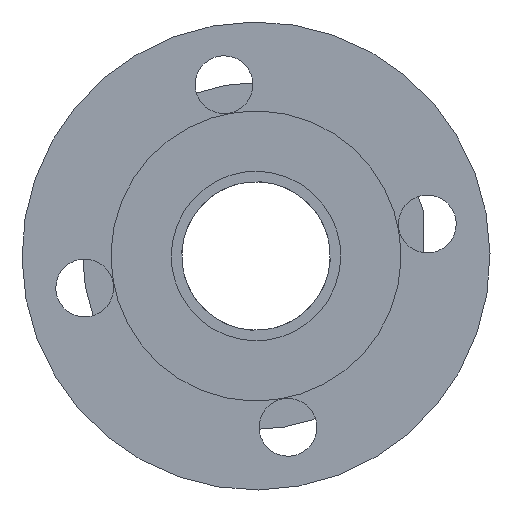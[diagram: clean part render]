
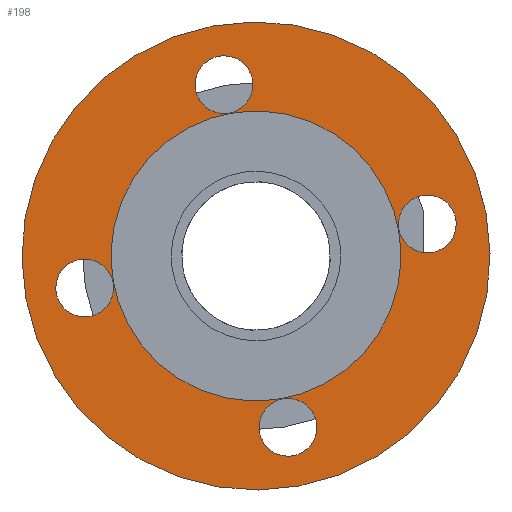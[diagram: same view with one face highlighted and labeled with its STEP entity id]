
A CAD part, left-side view. The second image highlights one B-rep face of the part: STEP entity #198.
In plain terms, the highlighted planar face has unit normal (-1, 0, 0).
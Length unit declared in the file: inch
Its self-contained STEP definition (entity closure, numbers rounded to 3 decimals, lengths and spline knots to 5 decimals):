
#59 = EDGE_LOOP ( 'NONE', ( #1105, #1505 ) ) ;
#67 = ORIENTED_EDGE ( 'NONE', *, *, #728, .T. ) ;
#110 = FACE_BOUND ( 'NONE', #1100, .T. ) ;
#116 = CARTESIAN_POINT ( 'NONE',  ( -3.04367, 0.43611, 2.33462 ) ) ;
#198 = ADVANCED_FACE ( 'NONE', ( #110, #1630, #882, #1260, #1564, #549 ), #1225, .T. ) ;
#208 = CARTESIAN_POINT ( 'NONE',  ( -3.04367, -0.43611, -2.33462 ) ) ;
#209 = CIRCLE ( 'NONE', #661, 0.3937 ) ;
#234 = CIRCLE ( 'NONE', #259, 0.3937 ) ;
#246 = AXIS2_PLACEMENT_3D ( 'NONE', #443, #562, #581 ) ;
#257 = DIRECTION ( 'NONE',  ( 1., 0., 0. ) ) ;
#259 = AXIS2_PLACEMENT_3D ( 'NONE', #431, #1282, #275 ) ;
#263 = DIRECTION ( 'NONE',  ( 0., -0.184, -0.983 ) ) ;
#264 = ORIENTED_EDGE ( 'NONE', *, *, #1121, .T. ) ;
#266 = ORIENTED_EDGE ( 'NONE', *, *, #355, .F. ) ;
#275 = DIRECTION ( 'NONE',  ( 0., -0.184, -0.983 ) ) ;
#281 = CARTESIAN_POINT ( 'NONE',  ( -3.04367, -2.40691, 0.0491 ) ) ;
#289 = DIRECTION ( 'NONE',  ( 0., -0.184, -0.983 ) ) ;
#327 = DIRECTION ( 'NONE',  ( 1., 0., 0. ) ) ;
#349 = CARTESIAN_POINT ( 'NONE',  ( -3.04367, -3.75795, -2.54215 ) ) ;
#355 = EDGE_CURVE ( 'NONE', #1262, #1593, #739, .T. ) ;
#360 = DIRECTION ( 'NONE',  ( 0., -0.184, -0.983 ) ) ;
#378 = VERTEX_POINT ( 'NONE', #1342 ) ;
#399 = CIRCLE ( 'NONE', #671, 1.53543 ) ;
#406 = ORIENTED_EDGE ( 'NONE', *, *, #1512, .F. ) ;
#407 = CARTESIAN_POINT ( 'NONE',  ( -3.04367, -0.58558, -3.13475 ) ) ;
#428 = VERTEX_POINT ( 'NONE', #483 ) ;
#431 = CARTESIAN_POINT ( 'NONE',  ( -3.04367, 2.33462, -0.43611 ) ) ;
#441 = CIRCLE ( 'NONE', #489, 3.18898 ) ;
#443 = CARTESIAN_POINT ( 'NONE',  ( -3.04367, -0.43611, -2.33462 ) ) ;
#460 = CARTESIAN_POINT ( 'NONE',  ( -3.04367, 0., 0. ) ) ;
#483 = CARTESIAN_POINT ( 'NONE',  ( -3.04367, 0.36382, 1.94761 ) ) ;
#489 = AXIS2_PLACEMENT_3D ( 'NONE', #1500, #669, #1616 ) ;
#501 = VERTEX_POINT ( 'NONE', #1058 ) ;
#516 = AXIS2_PLACEMENT_3D ( 'NONE', #589, #1771, #608 ) ;
#548 = DIRECTION ( 'NONE',  ( 0., -0.184, -0.983 ) ) ;
#549 = FACE_OUTER_BOUND ( 'NONE', #633, .T. ) ;
#557 = CARTESIAN_POINT ( 'NONE',  ( -3.04367, 2.33462, -0.43611 ) ) ;
#562 = DIRECTION ( 'NONE',  ( 1., 0., 0. ) ) ;
#564 = EDGE_CURVE ( 'NONE', #637, #1419, #1542, .T. ) ;
#581 = DIRECTION ( 'NONE',  ( 0., -0.184, -0.983 ) ) ;
#589 = CARTESIAN_POINT ( 'NONE',  ( -3.04367, 0., 0. ) ) ;
#608 = DIRECTION ( 'NONE',  ( 0., 0.184, 0.983 ) ) ;
#613 = DIRECTION ( 'NONE',  ( 1., 0., 0. ) ) ;
#629 = CIRCLE ( 'NONE', #516, 1.53543 ) ;
#633 = EDGE_LOOP ( 'NONE', ( #406, #266 ) ) ;
#637 = VERTEX_POINT ( 'NONE', #1086 ) ;
#661 = AXIS2_PLACEMENT_3D ( 'NONE', #116, #986, #548 ) ;
#669 = DIRECTION ( 'NONE',  ( 1., 0., 0. ) ) ;
#671 = AXIS2_PLACEMENT_3D ( 'NONE', #1151, #996, #1132 ) ;
#687 = ORIENTED_EDGE ( 'NONE', *, *, #1055, .T. ) ;
#697 = EDGE_LOOP ( 'NONE', ( #1137, #264 ) ) ;
#711 = AXIS2_PLACEMENT_3D ( 'NONE', #1172, #1161, #1179 ) ;
#728 = EDGE_CURVE ( 'NONE', #501, #1492, #234, .T. ) ;
#739 = CIRCLE ( 'NONE', #1761, 3.18898 ) ;
#749 = DIRECTION ( 'NONE',  ( 0., 0.184, 0.983 ) ) ;
#760 = CIRCLE ( 'NONE', #1005, 0.3937 ) ;
#785 = VERTEX_POINT ( 'NONE', #281 ) ;
#803 = CARTESIAN_POINT ( 'NONE',  ( -3.04367, 2.26232, -0.82312 ) ) ;
#804 = EDGE_CURVE ( 'NONE', #785, #1131, #760, .T. ) ;
#830 = AXIS2_PLACEMENT_3D ( 'NONE', #1191, #327, #1323 ) ;
#874 = AXIS2_PLACEMENT_3D ( 'NONE', #557, #257, #263 ) ;
#882 = FACE_BOUND ( 'NONE', #59, .T. ) ;
#898 = CARTESIAN_POINT ( 'NONE',  ( -3.04367, -0.36382, -1.94761 ) ) ;
#951 = ORIENTED_EDGE ( 'NONE', *, *, #1171, .T. ) ;
#969 = AXIS2_PLACEMENT_3D ( 'NONE', #208, #1222, #360 ) ;
#973 = ORIENTED_EDGE ( 'NONE', *, *, #804, .T. ) ;
#986 = DIRECTION ( 'NONE',  ( 1., 0., 0. ) ) ;
#996 = DIRECTION ( 'NONE',  ( 1., 0., 0. ) ) ;
#1005 = AXIS2_PLACEMENT_3D ( 'NONE', #1816, #1663, #289 ) ;
#1015 = EDGE_CURVE ( 'NONE', #1131, #785, #1556, .T. ) ;
#1051 = VERTEX_POINT ( 'NONE', #1808 ) ;
#1055 = EDGE_CURVE ( 'NONE', #1051, #1393, #399, .T. ) ;
#1058 = CARTESIAN_POINT ( 'NONE',  ( -3.04367, 2.40691, -0.0491 ) ) ;
#1068 = CIRCLE ( 'NONE', #830, 0.3937 ) ;
#1086 = CARTESIAN_POINT ( 'NONE',  ( -3.04367, -0.5084, -2.72162 ) ) ;
#1100 = EDGE_LOOP ( 'NONE', ( #687, #1249 ) ) ;
#1105 = ORIENTED_EDGE ( 'NONE', *, *, #1636, .T. ) ;
#1121 = EDGE_CURVE ( 'NONE', #1419, #637, #1772, .T. ) ;
#1131 = VERTEX_POINT ( 'NONE', #1792 ) ;
#1132 = DIRECTION ( 'NONE',  ( 0., 0.184, 0.983 ) ) ;
#1137 = ORIENTED_EDGE ( 'NONE', *, *, #564, .T. ) ;
#1138 = CARTESIAN_POINT ( 'NONE',  ( -3.04367, -0.28194, -1.50933 ) ) ;
#1151 = CARTESIAN_POINT ( 'NONE',  ( -3.04367, 0., 0. ) ) ;
#1161 = DIRECTION ( 'NONE',  ( 1., 0., 0. ) ) ;
#1171 = EDGE_CURVE ( 'NONE', #1492, #501, #1679, .T. ) ;
#1172 = CARTESIAN_POINT ( 'NONE',  ( -3.04367, -2.33462, 0.43611 ) ) ;
#1179 = DIRECTION ( 'NONE',  ( 0., -0.184, -0.983 ) ) ;
#1191 = CARTESIAN_POINT ( 'NONE',  ( -3.04367, 0.43611, 2.33462 ) ) ;
#1198 = EDGE_CURVE ( 'NONE', #378, #428, #209, .T. ) ;
#1199 = EDGE_LOOP ( 'NONE', ( #973, #1753 ) ) ;
#1205 = EDGE_LOOP ( 'NONE', ( #951, #67 ) ) ;
#1222 = DIRECTION ( 'NONE',  ( 1., 0., 0. ) ) ;
#1225 = PLANE ( 'NONE',  #1598 ) ;
#1249 = ORIENTED_EDGE ( 'NONE', *, *, #1431, .T. ) ;
#1260 = FACE_BOUND ( 'NONE', #1199, .T. ) ;
#1262 = VERTEX_POINT ( 'NONE', #407 ) ;
#1282 = DIRECTION ( 'NONE',  ( 1., 0., 0. ) ) ;
#1315 = CARTESIAN_POINT ( 'NONE',  ( -3.04367, 0.58558, 3.13475 ) ) ;
#1323 = DIRECTION ( 'NONE',  ( 0., -0.184, -0.983 ) ) ;
#1342 = CARTESIAN_POINT ( 'NONE',  ( -3.04367, 0.5084, 2.72162 ) ) ;
#1393 = VERTEX_POINT ( 'NONE', #1138 ) ;
#1419 = VERTEX_POINT ( 'NONE', #898 ) ;
#1431 = EDGE_CURVE ( 'NONE', #1393, #1051, #629, .T. ) ;
#1459 = DIRECTION ( 'NONE',  ( -1., 0., 0. ) ) ;
#1463 = DIRECTION ( 'NONE',  ( 0., 0.184, 0.983 ) ) ;
#1492 = VERTEX_POINT ( 'NONE', #803 ) ;
#1500 = CARTESIAN_POINT ( 'NONE',  ( -3.04367, 0., 0. ) ) ;
#1505 = ORIENTED_EDGE ( 'NONE', *, *, #1198, .T. ) ;
#1512 = EDGE_CURVE ( 'NONE', #1593, #1262, #441, .T. ) ;
#1542 = CIRCLE ( 'NONE', #969, 0.3937 ) ;
#1556 = CIRCLE ( 'NONE', #711, 0.3937 ) ;
#1564 = FACE_BOUND ( 'NONE', #697, .T. ) ;
#1593 = VERTEX_POINT ( 'NONE', #1315 ) ;
#1598 = AXIS2_PLACEMENT_3D ( 'NONE', #349, #1459, #1463 ) ;
#1616 = DIRECTION ( 'NONE',  ( 0., 0.184, 0.983 ) ) ;
#1630 = FACE_BOUND ( 'NONE', #1205, .T. ) ;
#1636 = EDGE_CURVE ( 'NONE', #428, #378, #1068, .T. ) ;
#1663 = DIRECTION ( 'NONE',  ( 1., 0., 0. ) ) ;
#1679 = CIRCLE ( 'NONE', #874, 0.3937 ) ;
#1753 = ORIENTED_EDGE ( 'NONE', *, *, #1015, .T. ) ;
#1761 = AXIS2_PLACEMENT_3D ( 'NONE', #460, #613, #749 ) ;
#1771 = DIRECTION ( 'NONE',  ( 1., 0., 0. ) ) ;
#1772 = CIRCLE ( 'NONE', #246, 0.3937 ) ;
#1792 = CARTESIAN_POINT ( 'NONE',  ( -3.04367, -2.26232, 0.82312 ) ) ;
#1808 = CARTESIAN_POINT ( 'NONE',  ( -3.04367, 0.28194, 1.50933 ) ) ;
#1816 = CARTESIAN_POINT ( 'NONE',  ( -3.04367, -2.33462, 0.43611 ) ) ;
